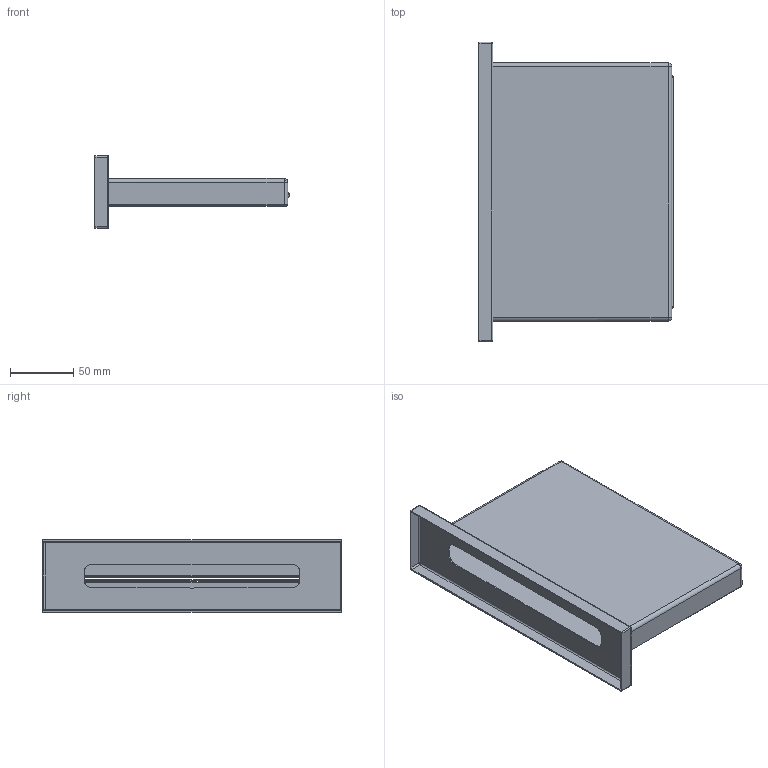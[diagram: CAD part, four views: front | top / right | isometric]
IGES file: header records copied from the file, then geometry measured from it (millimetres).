
Start section: C
Global section: file name: M160.igs; native system: By Siemens PLM Incorporated; preprocessor: XPlus GENERIC/IGES 18.0.17; author: Author; organization: Title; date: 20160421.104044; units: millimetre
Bounding box: 153 x 236 x 57 mm (x, y, z)
Surface area: 166985.1 mm2 (no closed solid volume)
Topology: 0 solids, 0 shells, 85 faces, 417 edges, 409 vertices
Faces by surface type: bspline 85
